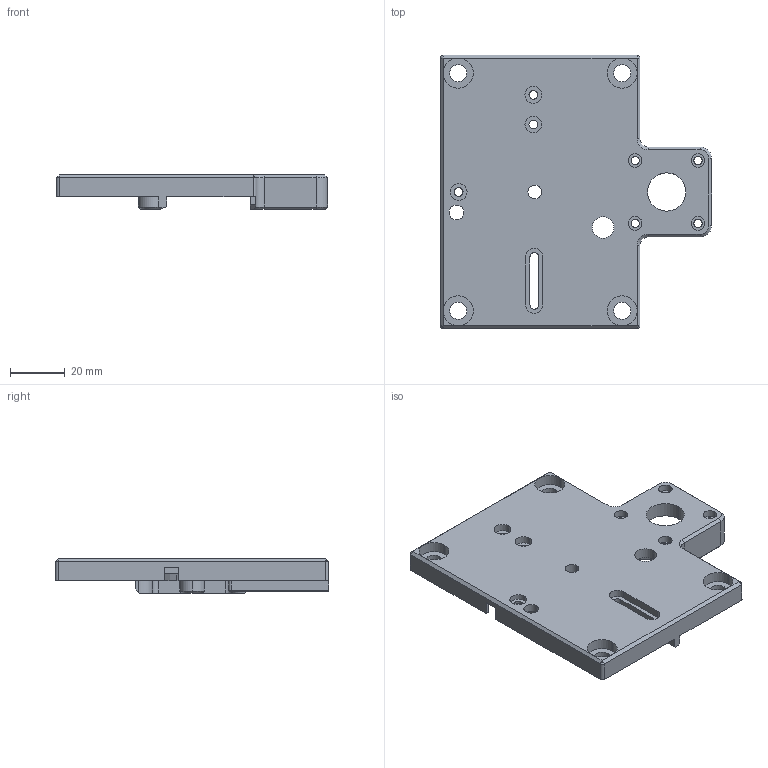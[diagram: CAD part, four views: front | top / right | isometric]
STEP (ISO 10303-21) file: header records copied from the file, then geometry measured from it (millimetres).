
FILE_DESCRIPTION (( 'STEP AP214' ), '1' );
FILE_NAME ('1001 - Support Guidage Linéaire.STEP', '2020-09-27T16:17:25', ( '' ), ( '' ), 'SwSTEP 2.0', 'SolidWorks 2020', '' );
FILE_SCHEMA (( 'AUTOMOTIVE_DESIGN' ));
Length unit declared in the file: millimetre
Products named in the file (1): 1001 - Support Guidage Linéaire
Bounding box: 99.2 x 100 x 12.5 mm (x, y, z)
Volume: 57233.4 mm3; surface area: 22938.2 mm2
Topology: 1 solids, 1 shells, 177 faces, 449 edges, 281 vertices
Faces by surface type: cylinder 88, plane 71, cone 18
Entity records: 5419 total; most frequent: DIRECTION 985, CARTESIAN_POINT 928, ORIENTED_EDGE 890, EDGE_CURVE 445, AXIS2_PLACEMENT_3D 370, VERTEX_POINT 281, VECTOR 245, LINE 245
